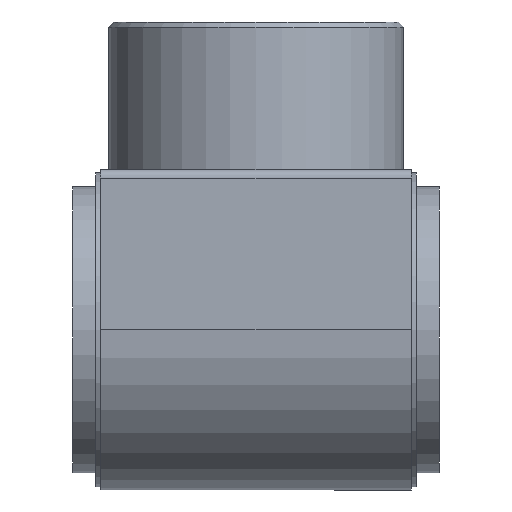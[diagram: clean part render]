
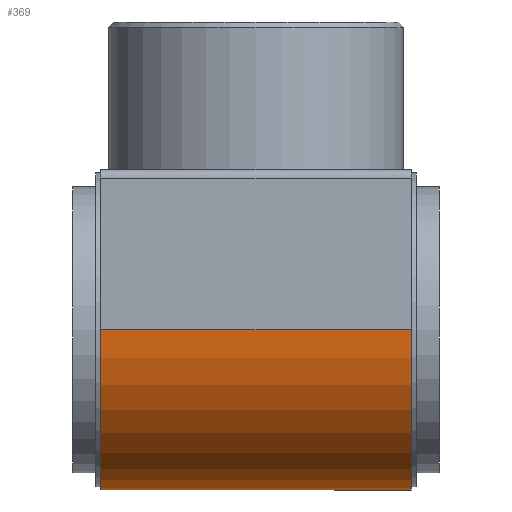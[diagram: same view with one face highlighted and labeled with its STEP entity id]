
A CAD part, left-side view. The second image highlights one B-rep face of the part: STEP entity #369.
In plain terms, the highlighted cylindrical face has radius 12.5 mm (diameter 25 mm), a partial arc.
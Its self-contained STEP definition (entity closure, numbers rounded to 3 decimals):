
#37=CYLINDRICAL_SURFACE('',#429,12.5);
#50=LINE('',#640,#62);
#57=LINE('',#664,#69);
#62=VECTOR('',#485,1000.);
#69=VECTOR('',#510,1000.);
#108=ORIENTED_EDGE('',*,*,#182,.T.);
#109=ORIENTED_EDGE('',*,*,#168,.F.);
#110=ORIENTED_EDGE('',*,*,#183,.F.);
#111=ORIENTED_EDGE('',*,*,#180,.T.);
#168=EDGE_CURVE('',#207,#204,#50,.T.);
#180=EDGE_CURVE('',#216,#215,#57,.T.);
#182=EDGE_CURVE('',#215,#204,#241,.T.);
#183=EDGE_CURVE('',#216,#207,#242,.T.);
#204=VERTEX_POINT('',#634);
#207=VERTEX_POINT('',#639);
#215=VERTEX_POINT('',#663);
#216=VERTEX_POINT('',#665);
#241=CIRCLE('',#430,12.5);
#242=CIRCLE('',#431,12.5);
#269=EDGE_LOOP('',(#108,#109,#110,#111));
#319=FACE_BOUND('',#269,.T.);
#369=ADVANCED_FACE('',(#319),#37,.T.);
#429=AXIS2_PLACEMENT_3D('',#667,#512,#513);
#430=AXIS2_PLACEMENT_3D('',#668,#514,#515);
#431=AXIS2_PLACEMENT_3D('',#669,#516,#517);
#485=DIRECTION('',(0.,-1.,0.));
#510=DIRECTION('',(0.,-1.,0.));
#512=DIRECTION('',(0.,-1.,0.));
#513=DIRECTION('',(0.,0.,-1.));
#514=DIRECTION('',(0.,1.,0.));
#515=DIRECTION('',(1.,0.,0.));
#516=DIRECTION('',(0.,1.,0.));
#517=DIRECTION('',(1.,0.,0.));
#634=CARTESIAN_POINT('',(-12.5,-12.1,0.));
#639=CARTESIAN_POINT('',(-12.5,12.1,0.));
#640=CARTESIAN_POINT('',(-12.5,12.1,0.));
#663=CARTESIAN_POINT('',(12.5,-12.1,0.));
#664=CARTESIAN_POINT('',(12.5,12.1,0.));
#665=CARTESIAN_POINT('',(12.5,12.1,0.));
#667=CARTESIAN_POINT('',(0.,12.1,0.));
#668=CARTESIAN_POINT('',(0.,-12.1,0.));
#669=CARTESIAN_POINT('',(0.,12.1,0.));
